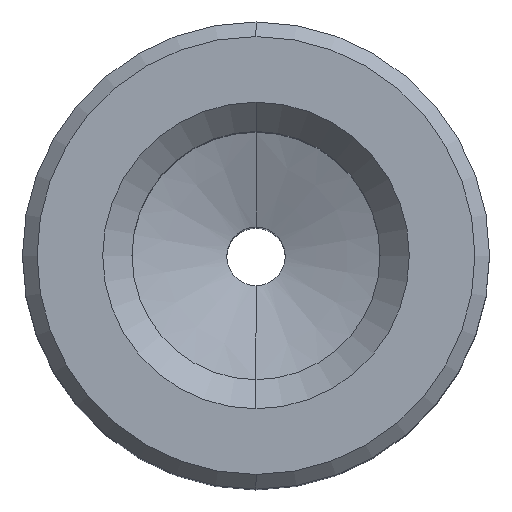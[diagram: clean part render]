
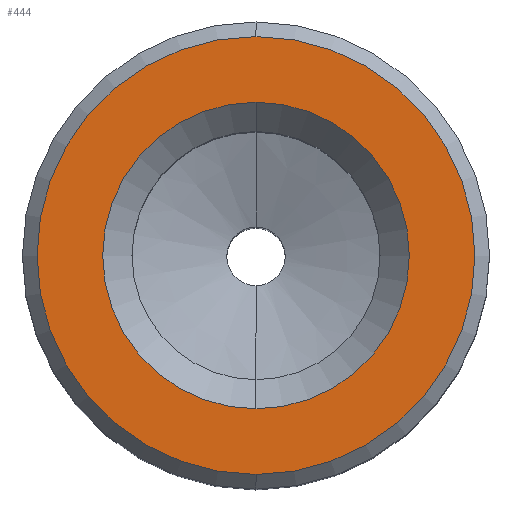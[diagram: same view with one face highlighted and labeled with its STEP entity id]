
A CAD part, top view. The second image highlights one B-rep face of the part: STEP entity #444.
In plain terms, the highlighted planar face has unit normal (0, 0, 1).
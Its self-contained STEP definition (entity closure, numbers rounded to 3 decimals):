
#170=VERTEX_POINT('NONE',#478);
#202=EDGE_CURVE('NONE',#226,#320,#521,.T.);
#204=EDGE_CURVE('NONE',#170,#420,#523,.T.);
#226=VERTEX_POINT('NONE',#550);
#252=EDGE_CURVE('NONE',#320,#226,#577,.T.);
#262=EDGE_CURVE('NONE',#420,#170,#588,.T.);
#320=VERTEX_POINT('NONE',#652);
#420=VERTEX_POINT('NONE',#762);
#444=ADVANCED_FACE('NONE',(#788,#789),#790,.F.);
#478=CARTESIAN_POINT('',(0.0,5.25,0.0));
#521=CIRCLE('',#868,7.5);
#523=CIRCLE('',#871,5.25);
#550=CARTESIAN_POINT('',(0.,7.5,0.0));
#577=CIRCLE('',#942,7.5);
#588=CIRCLE('',#957,5.25);
#652=CARTESIAN_POINT('',(0.0,-7.5,0.0));
#762=CARTESIAN_POINT('',(0.,-5.25,0.0));
#788=FACE_OUTER_BOUND('',#1216,.T.);
#789=FACE_BOUND('',#1217,.T.);
#790=PLANE('',#1218);
#868=AXIS2_PLACEMENT_3D('',#1321,#1322,#1323);
#871=AXIS2_PLACEMENT_3D('',#1324,#1325,#1326);
#942=AXIS2_PLACEMENT_3D('',#1398,#1399,#1400);
#957=AXIS2_PLACEMENT_3D('',#1413,#1414,#1415);
#1216=EDGE_LOOP('',(#1654,#1655));
#1217=EDGE_LOOP('',(#1656,#1657));
#1218=AXIS2_PLACEMENT_3D('',#1658,#1659,#1660);
#1321=CARTESIAN_POINT('',(0.0,0.0,0.0));
#1322=DIRECTION('',(-0.0,0.0,1.0));
#1323=DIRECTION('',(0.0,-1.0,0.0));
#1324=CARTESIAN_POINT('',(0.0,0.0,0.0));
#1325=DIRECTION('',(0.0,-0.0,1.0));
#1326=DIRECTION('',(0.0,1.0,0.0));
#1398=CARTESIAN_POINT('',(0.0,0.0,0.0));
#1399=DIRECTION('',(-0.0,0.0,1.0));
#1400=DIRECTION('',(0.0,-1.0,0.0));
#1413=CARTESIAN_POINT('',(0.0,0.0,0.0));
#1414=DIRECTION('',(0.0,-0.0,1.0));
#1415=DIRECTION('',(0.0,1.0,0.0));
#1654=ORIENTED_EDGE('',*,*,#252,.T.);
#1655=ORIENTED_EDGE('',*,*,#202,.T.);
#1656=ORIENTED_EDGE('',*,*,#204,.F.);
#1657=ORIENTED_EDGE('',*,*,#262,.F.);
#1658=CARTESIAN_POINT('',(-8.0,0.0,0.0));
#1659=DIRECTION('',(0.0,0.0,-1.0));
#1660=DIRECTION('',(-1.0,0.0,0.0));
